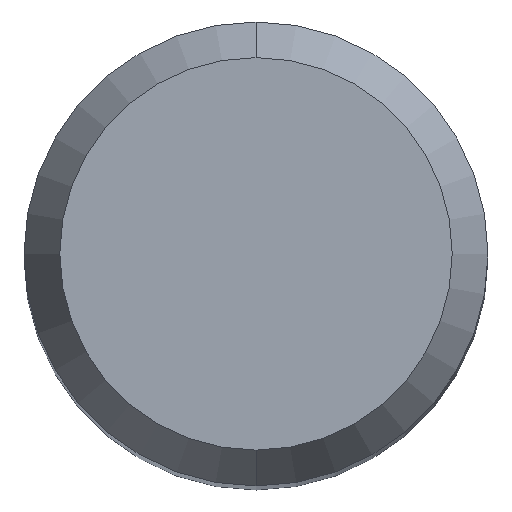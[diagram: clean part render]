
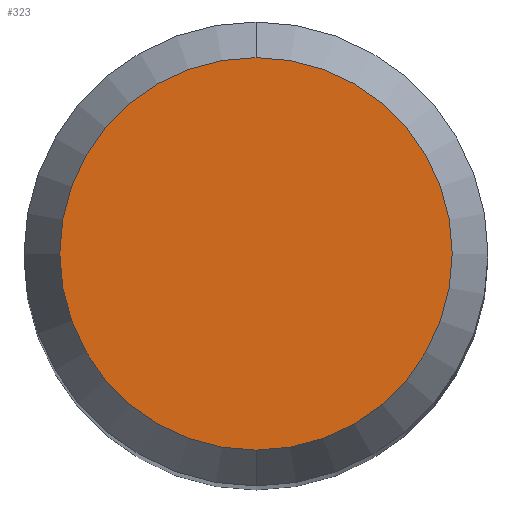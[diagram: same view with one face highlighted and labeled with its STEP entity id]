
A CAD part, top view. The second image highlights one B-rep face of the part: STEP entity #323.
In plain terms, the highlighted planar face has unit normal (0, 0, 1).
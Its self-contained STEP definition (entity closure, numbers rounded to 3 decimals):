
#167=VERTEX_POINT('',#442);
#197=EDGE_CURVE('',#275,#167,#474,.T.);
#275=VERTEX_POINT('',#560);
#323=ADVANCED_FACE('',(#613),#614,.T.);
#415=EDGE_CURVE('',#167,#275,#716,.T.);
#442=CARTESIAN_POINT('',(0.0,2.538,29.818));
#474=CIRCLE('',#809,2.538);
#560=CARTESIAN_POINT('',(0.,-2.538,29.818));
#613=FACE_OUTER_BOUND('',#1094,.T.);
#614=PLANE('',#1095);
#716=CIRCLE('',#1337,2.538);
#809=AXIS2_PLACEMENT_3D('',#1371,#1372,#1373);
#1094=EDGE_LOOP('',(#1521,#1522));
#1095=AXIS2_PLACEMENT_3D('',#1523,#1524,#1525);
#1337=AXIS2_PLACEMENT_3D('',#1648,#1649,#1650);
#1371=CARTESIAN_POINT('',(0.0,0.0,29.818));
#1372=DIRECTION('',(0.0,0.0,-1.0));
#1373=DIRECTION('',(0.0,1.0,0.0));
#1521=ORIENTED_EDGE('',*,*,#415,.F.);
#1522=ORIENTED_EDGE('',*,*,#197,.F.);
#1523=CARTESIAN_POINT('',(0.0,1.269,29.818));
#1524=DIRECTION('',(-0.0,0.0,1.0));
#1525=DIRECTION('',(0.0,-1.0,0.0));
#1648=CARTESIAN_POINT('',(0.0,0.0,29.818));
#1649=DIRECTION('',(0.0,0.0,-1.0));
#1650=DIRECTION('',(0.0,1.0,0.0));
